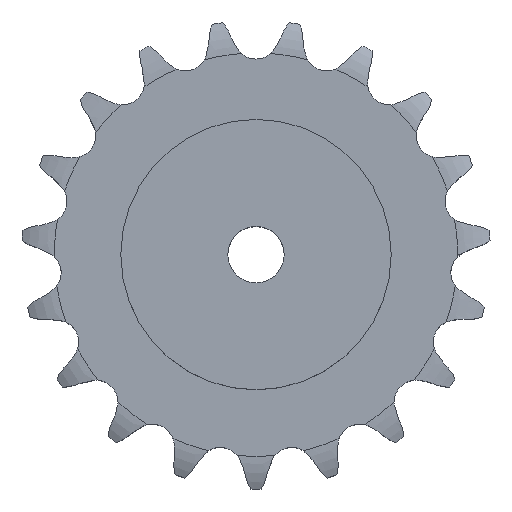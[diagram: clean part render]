
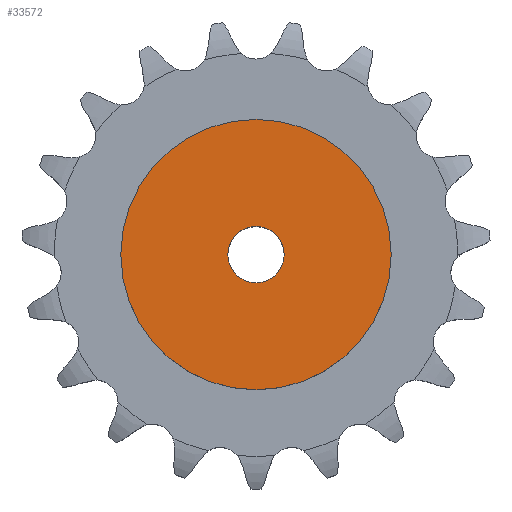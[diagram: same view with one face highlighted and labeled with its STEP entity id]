
A CAD part, top view. The second image highlights one B-rep face of the part: STEP entity #33572.
In plain terms, the highlighted planar face has unit normal (0, 0, 1).
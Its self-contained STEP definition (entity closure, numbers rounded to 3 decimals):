
#18062 = CYLINDRICAL_SURFACE('',#18063,12.5);
#18063 = AXIS2_PLACEMENT_3D('',#18064,#18065,#18066);
#18064 = CARTESIAN_POINT('',(0.,0.,331.738));
#18065 = DIRECTION('',(0.,0.,1.));
#18066 = DIRECTION('',(1.,0.,0.));
#22959 = EDGE_CURVE('',#22960,#22960,#22962,.T.);
#22960 = VERTEX_POINT('',#22961);
#22961 = CARTESIAN_POINT('',(12.5,0.,80.));
#22962 = SURFACE_CURVE('',#22963,(#22968,#22975),.PCURVE_S1.);
#22963 = CIRCLE('',#22964,12.5);
#22964 = AXIS2_PLACEMENT_3D('',#22965,#22966,#22967);
#22965 = CARTESIAN_POINT('',(0.,0.,80.));
#22966 = DIRECTION('',(0.,0.,1.));
#22967 = DIRECTION('',(1.,0.,0.));
#22968 = PCURVE('',#18062,#22969);
#22969 = DEFINITIONAL_REPRESENTATION('',(#22970),#22974);
#22970 = LINE('',#22971,#22972);
#22971 = CARTESIAN_POINT('',(0.,-251.738));
#22972 = VECTOR('',#22973,1.);
#22973 = DIRECTION('',(1.,0.));
#22974 = ( GEOMETRIC_REPRESENTATION_CONTEXT(2) 
PARAMETRIC_REPRESENTATION_CONTEXT() REPRESENTATION_CONTEXT('2D SPACE',''
  ) );
#22975 = PCURVE('',#22976,#22981);
#22976 = PLANE('',#22977);
#22977 = AXIS2_PLACEMENT_3D('',#22978,#22979,#22980);
#22978 = CARTESIAN_POINT('',(0.,0.,80.)
  );
#22979 = DIRECTION('',(0.,0.,1.));
#22980 = DIRECTION('',(1.,0.,0.));
#22981 = DEFINITIONAL_REPRESENTATION('',(#22982),#22986);
#22982 = CIRCLE('',#22983,12.5);
#22983 = AXIS2_PLACEMENT_2D('',#22984,#22985);
#22984 = CARTESIAN_POINT('',(0.,0.));
#22985 = DIRECTION('',(1.,0.));
#22986 = ( GEOMETRIC_REPRESENTATION_CONTEXT(2) 
PARAMETRIC_REPRESENTATION_CONTEXT() REPRESENTATION_CONTEXT('2D SPACE',''
  ) );
#33572 = ADVANCED_FACE('',(#33573,#33604),#22976,.T.);
#33573 = FACE_BOUND('',#33574,.T.);
#33574 = EDGE_LOOP('',(#33575));
#33575 = ORIENTED_EDGE('',*,*,#33576,.T.);
#33576 = EDGE_CURVE('',#33577,#33577,#33579,.T.);
#33577 = VERTEX_POINT('',#33578);
#33578 = CARTESIAN_POINT('',(60.,0.,80.));
#33579 = SURFACE_CURVE('',#33580,(#33585,#33592),.PCURVE_S1.);
#33580 = CIRCLE('',#33581,60.);
#33581 = AXIS2_PLACEMENT_3D('',#33582,#33583,#33584);
#33582 = CARTESIAN_POINT('',(0.,0.,80.));
#33583 = DIRECTION('',(0.,0.,1.));
#33584 = DIRECTION('',(1.,0.,0.));
#33585 = PCURVE('',#22976,#33586);
#33586 = DEFINITIONAL_REPRESENTATION('',(#33587),#33591);
#33587 = CIRCLE('',#33588,60.);
#33588 = AXIS2_PLACEMENT_2D('',#33589,#33590);
#33589 = CARTESIAN_POINT('',(0.,0.));
#33590 = DIRECTION('',(1.,0.));
#33591 = ( GEOMETRIC_REPRESENTATION_CONTEXT(2) 
PARAMETRIC_REPRESENTATION_CONTEXT() REPRESENTATION_CONTEXT('2D SPACE',''
  ) );
#33592 = PCURVE('',#33593,#33598);
#33593 = CYLINDRICAL_SURFACE('',#33594,60.);
#33594 = AXIS2_PLACEMENT_3D('',#33595,#33596,#33597);
#33595 = CARTESIAN_POINT('',(0.,0.,0.));
#33596 = DIRECTION('',(-0.,-0.,-1.));
#33597 = DIRECTION('',(1.,0.,0.));
#33598 = DEFINITIONAL_REPRESENTATION('',(#33599),#33603);
#33599 = LINE('',#33600,#33601);
#33600 = CARTESIAN_POINT('',(-0.,-80.));
#33601 = VECTOR('',#33602,1.);
#33602 = DIRECTION('',(-1.,0.));
#33603 = ( GEOMETRIC_REPRESENTATION_CONTEXT(2) 
PARAMETRIC_REPRESENTATION_CONTEXT() REPRESENTATION_CONTEXT('2D SPACE',''
  ) );
#33604 = FACE_BOUND('',#33605,.T.);
#33605 = EDGE_LOOP('',(#33606));
#33606 = ORIENTED_EDGE('',*,*,#22959,.F.);
